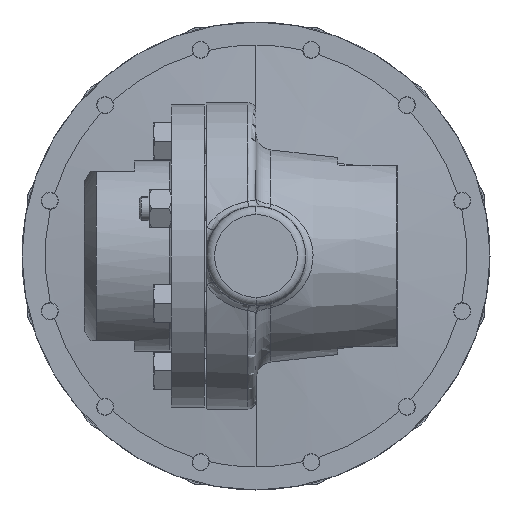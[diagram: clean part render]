
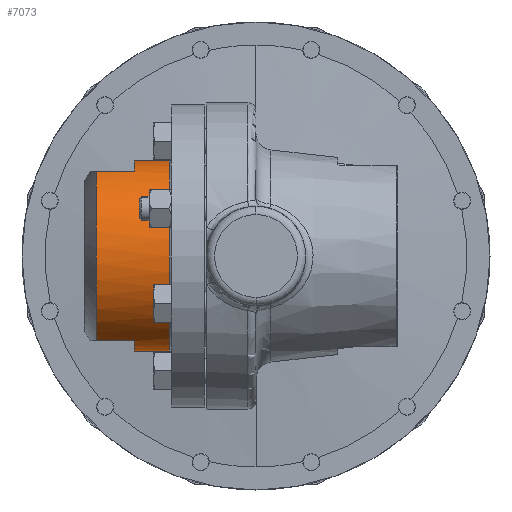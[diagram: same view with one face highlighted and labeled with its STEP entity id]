
A CAD part, front view. The second image highlights one B-rep face of the part: STEP entity #7073.
In plain terms, the highlighted cylindrical face has radius 36.449 mm (diameter 72.898 mm), a partial arc.
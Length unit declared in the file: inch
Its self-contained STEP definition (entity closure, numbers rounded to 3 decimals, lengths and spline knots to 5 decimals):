
#168 = CARTESIAN_POINT ( 'NONE',  ( -2.41002, -0.64871, 1.28 ) ) ;
#428 = VECTOR ( 'NONE', #23745, 39.37008 ) ;
#617 = DIRECTION ( 'NONE',  ( 1., 0., 0. ) ) ;
#667 = VERTEX_POINT ( 'NONE', #6186 ) ;
#875 = EDGE_CURVE ( 'NONE', #5507, #5438, #23462, .T. ) ;
#939 = ORIENTED_EDGE ( 'NONE', *, *, #23854, .T. ) ;
#958 = DIRECTION ( 'NONE',  ( 0., 0., 1. ) ) ;
#1397 = DIRECTION ( 'NONE',  ( 0., 0., -1. ) ) ;
#1827 = CARTESIAN_POINT ( 'NONE',  ( -0.15016, 0., 0. ) ) ;
#1892 = LINE ( 'NONE', #11039, #428 ) ;
#3015 = DIRECTION ( 'NONE',  ( 1., 0., 0. ) ) ;
#3279 = CIRCLE ( 'NONE', #18897, 1.435 ) ;
#3659 = VERTEX_POINT ( 'NONE', #12700 ) ;
#3725 = VERTEX_POINT ( 'NONE', #3972 ) ;
#3972 = CARTESIAN_POINT ( 'NONE',  ( -1.307, 0., 1.435 ) ) ;
#4226 = VECTOR ( 'NONE', #23862, 39.37008 ) ;
#4310 = ORIENTED_EDGE ( 'NONE', *, *, #9112, .F. ) ;
#4740 = AXIS2_PLACEMENT_3D ( 'NONE', #1827, #20580, #9301 ) ;
#5438 = VERTEX_POINT ( 'NONE', #14916 ) ;
#5507 = VERTEX_POINT ( 'NONE', #168 ) ;
#5693 = AXIS2_PLACEMENT_3D ( 'NONE', #18844, #7723, #958 ) ;
#6186 = CARTESIAN_POINT ( 'NONE',  ( -2.41002, -0.64871, -1.28 ) ) ;
#6339 = CARTESIAN_POINT ( 'NONE',  ( -1.839, 0., -1.435 ) ) ;
#6984 = CARTESIAN_POINT ( 'NONE',  ( -2.41002, 0., 0. ) ) ;
#7073 = ADVANCED_FACE ( 'NONE', ( #9549 ), #14188, .T. ) ;
#7121 = LINE ( 'NONE', #8981, #4226 ) ;
#7723 = DIRECTION ( 'NONE',  ( 1., 0., 0. ) ) ;
#8257 = VERTEX_POINT ( 'NONE', #6339 ) ;
#8803 = CARTESIAN_POINT ( 'NONE',  ( -0.15016, -0.64871, 1.28 ) ) ;
#8981 = CARTESIAN_POINT ( 'NONE',  ( -0.15016, -0.64871, -1.28 ) ) ;
#9112 = EDGE_CURVE ( 'NONE', #8257, #3659, #12664, .T. ) ;
#9301 = DIRECTION ( 'NONE',  ( 0., 0., -1. ) ) ;
#9549 = FACE_OUTER_BOUND ( 'NONE', #23351, .T. ) ;
#10167 = EDGE_CURVE ( 'NONE', #3659, #667, #7121, .T. ) ;
#10192 = AXIS2_PLACEMENT_3D ( 'NONE', #6984, #3015, #1397 ) ;
#10574 = EDGE_CURVE ( 'NONE', #23191, #3725, #1892, .T. ) ;
#10664 = DIRECTION ( 'NONE',  ( 0., 0., -1. ) ) ;
#10788 = VECTOR ( 'NONE', #617, 39.37008 ) ;
#11039 = CARTESIAN_POINT ( 'NONE',  ( -0.15016, 0., 1.435 ) ) ;
#11306 = CARTESIAN_POINT ( 'NONE',  ( -1.839, 0., 1.435 ) ) ;
#11509 = ORIENTED_EDGE ( 'NONE', *, *, #22413, .T. ) ;
#12252 = CARTESIAN_POINT ( 'NONE',  ( -1.839, 0., 0. ) ) ;
#12331 = DIRECTION ( 'NONE',  ( -1., 0., 0. ) ) ;
#12625 = CARTESIAN_POINT ( 'NONE',  ( -1.307, 0., 0. ) ) ;
#12664 = CIRCLE ( 'NONE', #20000, 1.435 ) ;
#12700 = CARTESIAN_POINT ( 'NONE',  ( -1.839, -0.64871, -1.28 ) ) ;
#13506 = CARTESIAN_POINT ( 'NONE',  ( -0.15016, 0., -1.435 ) ) ;
#14188 = CYLINDRICAL_SURFACE ( 'NONE', #4740, 1.435 ) ;
#14916 = CARTESIAN_POINT ( 'NONE',  ( -1.839, -0.64871, 1.28 ) ) ;
#15112 = LINE ( 'NONE', #13506, #10788 ) ;
#15494 = ORIENTED_EDGE ( 'NONE', *, *, #22562, .F. ) ;
#16082 = ORIENTED_EDGE ( 'NONE', *, *, #10167, .F. ) ;
#16526 = DIRECTION ( 'NONE',  ( 1., 0., 0. ) ) ;
#16736 = VECTOR ( 'NONE', #24095, 39.37008 ) ;
#17238 = VERTEX_POINT ( 'NONE', #17816 ) ;
#17572 = EDGE_CURVE ( 'NONE', #5507, #667, #21321, .T. ) ;
#17816 = CARTESIAN_POINT ( 'NONE',  ( -1.307, 0., -1.435 ) ) ;
#18844 = CARTESIAN_POINT ( 'NONE',  ( -1.839, 0., 0. ) ) ;
#18897 = AXIS2_PLACEMENT_3D ( 'NONE', #12625, #16526, #20126 ) ;
#18965 = CIRCLE ( 'NONE', #5693, 1.435 ) ;
#19161 = ORIENTED_EDGE ( 'NONE', *, *, #17572, .T. ) ;
#20000 = AXIS2_PLACEMENT_3D ( 'NONE', #12252, #12331, #10664 ) ;
#20126 = DIRECTION ( 'NONE',  ( 0., 0., -1. ) ) ;
#20580 = DIRECTION ( 'NONE',  ( 1., 0., 0. ) ) ;
#21131 = ORIENTED_EDGE ( 'NONE', *, *, #875, .F. ) ;
#21321 = CIRCLE ( 'NONE', #10192, 1.435 ) ;
#22094 = ORIENTED_EDGE ( 'NONE', *, *, #10574, .F. ) ;
#22413 = EDGE_CURVE ( 'NONE', #23191, #5438, #18965, .T. ) ;
#22562 = EDGE_CURVE ( 'NONE', #3725, #17238, #3279, .T. ) ;
#23191 = VERTEX_POINT ( 'NONE', #11306 ) ;
#23351 = EDGE_LOOP ( 'NONE', ( #22094, #11509, #21131, #19161, #16082, #4310, #939, #15494 ) ) ;
#23462 = LINE ( 'NONE', #8803, #16736 ) ;
#23745 = DIRECTION ( 'NONE',  ( 1., 0., 0. ) ) ;
#23854 = EDGE_CURVE ( 'NONE', #8257, #17238, #15112, .T. ) ;
#23862 = DIRECTION ( 'NONE',  ( -1., 0., 0. ) ) ;
#24095 = DIRECTION ( 'NONE',  ( 1., 0., 0. ) ) ;
